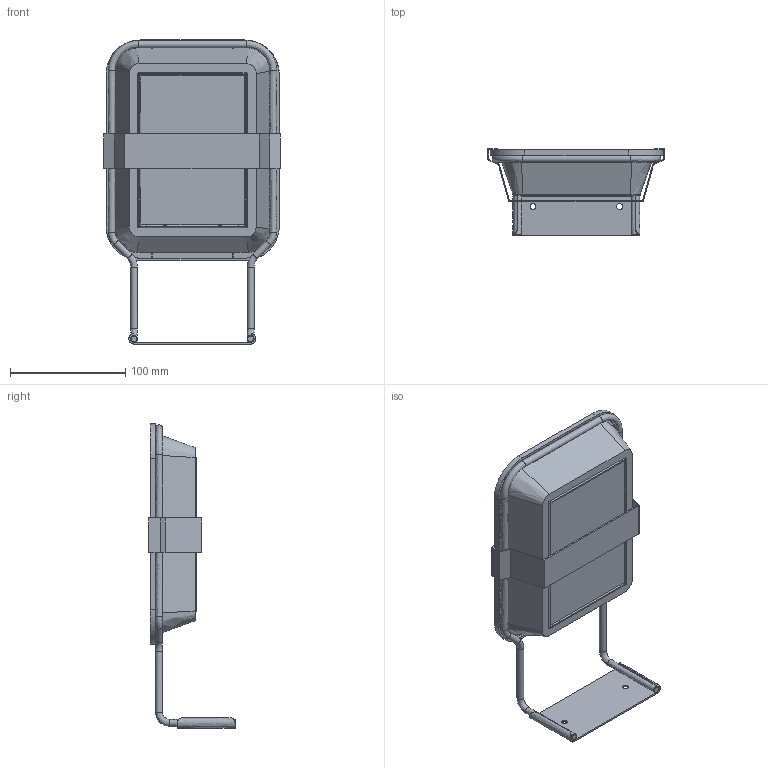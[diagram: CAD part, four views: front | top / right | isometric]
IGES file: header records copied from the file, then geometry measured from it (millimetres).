
Global section: file name: 144_B; native system: Autodesk Inventor 2022; preprocessor: unknown; author: R. Madlener; date: 20230222.161115; units: millimetre
Bounding box: 153.22 x 74.73 x 263.36 mm (x, y, z)
Volume: 129826.1 mm3; surface area: 129110.3 mm2
Topology: 1 solids, 1 shells, 137 faces, 383 edges, 251 vertices
Faces by surface type: bspline 137
